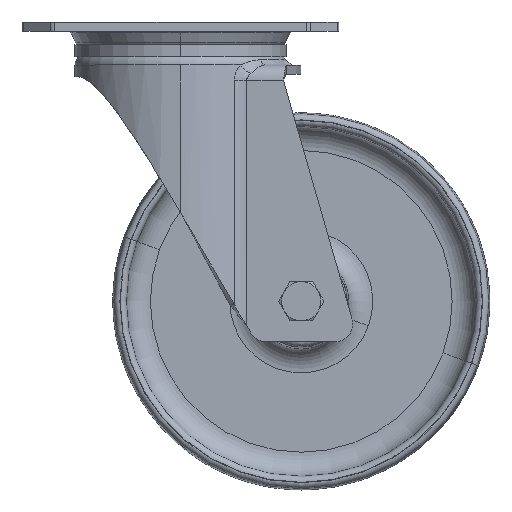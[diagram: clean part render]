
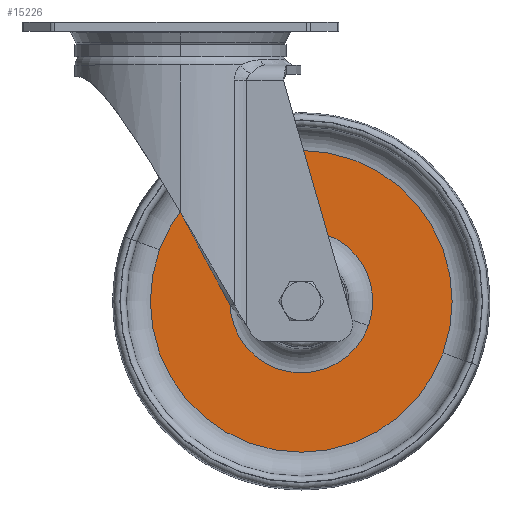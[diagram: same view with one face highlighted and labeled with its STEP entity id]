
A CAD part, top view. The second image highlights one B-rep face of the part: STEP entity #15226.
In plain terms, the highlighted planar face has unit normal (0, 0, 1).
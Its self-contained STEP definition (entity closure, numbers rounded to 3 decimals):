
#758 = DIRECTION ( 'NONE',  ( 0., 0., -1. ) ) ;
#1035 = DIRECTION ( 'NONE',  ( 0., 0., 1. ) ) ;
#1286 = FACE_BOUND ( 'NONE', #12317, .T. ) ;
#1615 = AXIS2_PLACEMENT_3D ( 'NONE', #2229, #8830, #6178 ) ;
#2083 = CIRCLE ( 'NONE', #14463, 50. ) ;
#2229 = CARTESIAN_POINT ( 'NONE',  ( 40., -92.5, 3. ) ) ;
#2673 = EDGE_CURVE ( 'NONE', #3660, #15774, #2083, .T. ) ;
#3266 = AXIS2_PLACEMENT_3D ( 'NONE', #14931, #13668, #12419 ) ;
#3660 = VERTEX_POINT ( 'NONE', #16203 ) ;
#5259 = ORIENTED_EDGE ( 'NONE', *, *, #2673, .T. ) ;
#5583 = AXIS2_PLACEMENT_3D ( 'NONE', #14834, #1035, #6071 ) ;
#6071 = DIRECTION ( 'NONE',  ( -0.94, 0.342, 0. ) ) ;
#6178 = DIRECTION ( 'NONE',  ( -0.94, 0.342, 0. ) ) ;
#6404 = AXIS2_PLACEMENT_3D ( 'NONE', #10661, #758, #9599 ) ;
#6546 = VERTEX_POINT ( 'NONE', #13213 ) ;
#8009 = CIRCLE ( 'NONE', #3266, 50. ) ;
#8801 = EDGE_LOOP ( 'NONE', ( #5259, #8885 ) ) ;
#8830 = DIRECTION ( 'NONE',  ( 0., 0., -1. ) ) ;
#8885 = ORIENTED_EDGE ( 'NONE', *, *, #15976, .T. ) ;
#9599 = DIRECTION ( 'NONE',  ( -0.94, 0.342, 0. ) ) ;
#10602 = CIRCLE ( 'NONE', #6404, 23.692 ) ;
#10661 = CARTESIAN_POINT ( 'NONE',  ( 40., -92.5, 3. ) ) ;
#11236 = CARTESIAN_POINT ( 'NONE',  ( 40., -92.5, 3. ) ) ;
#11911 = EDGE_CURVE ( 'NONE', #6546, #15549, #10602, .T. ) ;
#12032 = CARTESIAN_POINT ( 'NONE',  ( 62.265, -100.598, 3. ) ) ;
#12317 = EDGE_LOOP ( 'NONE', ( #16017, #15413 ) ) ;
#12419 = DIRECTION ( 'NONE',  ( -0.94, 0.342, 0. ) ) ;
#13213 = CARTESIAN_POINT ( 'NONE',  ( 17.735, -84.402, 3. ) ) ;
#13493 = FACE_OUTER_BOUND ( 'NONE', #8801, .T. ) ;
#13668 = DIRECTION ( 'NONE',  ( 0., 0., 1. ) ) ;
#13893 = DIRECTION ( 'NONE',  ( 0., 0., 1. ) ) ;
#13935 = CARTESIAN_POINT ( 'NONE',  ( 86.988, -109.591, 3. ) ) ;
#14083 = EDGE_CURVE ( 'NONE', #15549, #6546, #15859, .T. ) ;
#14463 = AXIS2_PLACEMENT_3D ( 'NONE', #11236, #13893, #15340 ) ;
#14834 = CARTESIAN_POINT ( 'NONE',  ( 20.175, -147.007, 3. ) ) ;
#14931 = CARTESIAN_POINT ( 'NONE',  ( 40., -92.5, 3. ) ) ;
#15226 = ADVANCED_FACE ( 'NONE', ( #13493, #1286 ), #16328, .T. ) ;
#15340 = DIRECTION ( 'NONE',  ( -0.94, 0.342, 0. ) ) ;
#15413 = ORIENTED_EDGE ( 'NONE', *, *, #14083, .T. ) ;
#15549 = VERTEX_POINT ( 'NONE', #12032 ) ;
#15774 = VERTEX_POINT ( 'NONE', #13935 ) ;
#15859 = CIRCLE ( 'NONE', #1615, 23.692 ) ;
#15976 = EDGE_CURVE ( 'NONE', #15774, #3660, #8009, .T. ) ;
#16017 = ORIENTED_EDGE ( 'NONE', *, *, #11911, .T. ) ;
#16203 = CARTESIAN_POINT ( 'NONE',  ( -6.988, -75.409, 3. ) ) ;
#16328 = PLANE ( 'NONE',  #5583 ) ;
